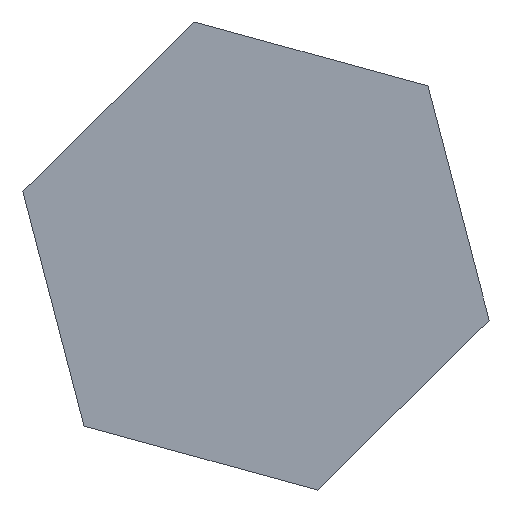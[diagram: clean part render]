
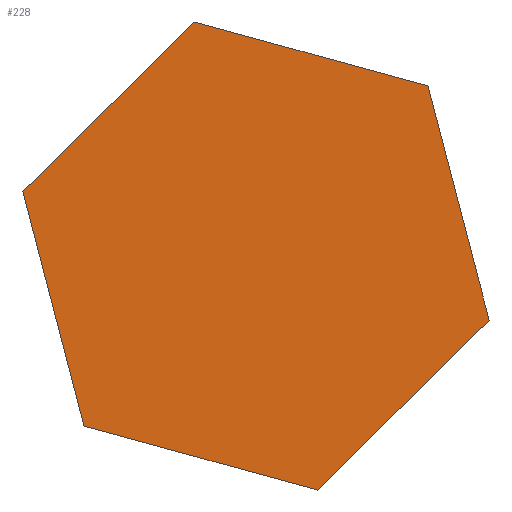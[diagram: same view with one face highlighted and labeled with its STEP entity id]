
A CAD part, front view. The second image highlights one B-rep face of the part: STEP entity #228.
In plain terms, the highlighted planar face has unit normal (0, -1, 0).
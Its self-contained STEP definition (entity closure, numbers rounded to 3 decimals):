
#11 = LINE ( 'NONE', #103, #56 ) ;
#13 = CARTESIAN_POINT ( 'NONE',  ( -3.34, 0., 0.918 ) ) ;
#15 = EDGE_CURVE ( 'NONE', #133, #141, #91, .T. ) ;
#18 = DIRECTION ( 'NONE',  ( 0.253, 0., -0.968 ) ) ;
#25 = EDGE_CURVE ( 'NONE', #187, #332, #343, .T. ) ;
#40 = DIRECTION ( 'NONE',  ( 0., 0., 1. ) ) ;
#46 = DIRECTION ( 'NONE',  ( -0.253, 0., 0.968 ) ) ;
#54 = ORIENTED_EDGE ( 'NONE', *, *, #159, .F. ) ;
#56 = VECTOR ( 'NONE', #283, 1000. ) ;
#68 = AXIS2_PLACEMENT_3D ( 'NONE', #74, #180, #40 ) ;
#70 = LINE ( 'NONE', #127, #137 ) ;
#74 = CARTESIAN_POINT ( 'NONE',  ( 0., 0., 0. ) ) ;
#75 = ORIENTED_EDGE ( 'NONE', *, *, #25, .F. ) ;
#76 = VERTEX_POINT ( 'NONE', #13 ) ;
#81 = EDGE_CURVE ( 'NONE', #141, #295, #70, .T. ) ;
#89 = CARTESIAN_POINT ( 'NONE',  ( 2.465, 0., 2.434 ) ) ;
#91 = LINE ( 'NONE', #322, #245 ) ;
#94 = DIRECTION ( 'NONE',  ( -0.712, 0., -0.703 ) ) ;
#98 = ORIENTED_EDGE ( 'NONE', *, *, #15, .F. ) ;
#99 = CARTESIAN_POINT ( 'NONE',  ( 0.875, 0., -3.352 ) ) ;
#103 = CARTESIAN_POINT ( 'NONE',  ( -3.34, 0., 0.918 ) ) ;
#127 = CARTESIAN_POINT ( 'NONE',  ( 0.875, 0., -3.352 ) ) ;
#133 = VERTEX_POINT ( 'NONE', #203 ) ;
#135 = CARTESIAN_POINT ( 'NONE',  ( -2.465, 0., -2.434 ) ) ;
#137 = VECTOR ( 'NONE', #251, 1000. ) ;
#141 = VERTEX_POINT ( 'NONE', #99 ) ;
#150 = EDGE_LOOP ( 'NONE', ( #75, #54, #218, #289, #98, #255 ) ) ;
#158 = CARTESIAN_POINT ( 'NONE',  ( 2.465, 0., 2.434 ) ) ;
#159 = EDGE_CURVE ( 'NONE', #76, #187, #11, .T. ) ;
#168 = CARTESIAN_POINT ( 'NONE',  ( -0.875, 0., 3.352 ) ) ;
#177 = PLANE ( 'NONE',  #68 ) ;
#180 = DIRECTION ( 'NONE',  ( 0., 1., 0. ) ) ;
#182 = LINE ( 'NONE', #257, #319 ) ;
#186 = LINE ( 'NONE', #158, #335 ) ;
#187 = VERTEX_POINT ( 'NONE', #256 ) ;
#197 = DIRECTION ( 'NONE',  ( 0.964, 0., -0.265 ) ) ;
#203 = CARTESIAN_POINT ( 'NONE',  ( 3.34, 0., -0.918 ) ) ;
#218 = ORIENTED_EDGE ( 'NONE', *, *, #254, .F. ) ;
#228 = ADVANCED_FACE ( 'NONE', ( #259 ), #177, .F. ) ;
#238 = EDGE_CURVE ( 'NONE', #332, #133, #186, .T. ) ;
#245 = VECTOR ( 'NONE', #94, 1000. ) ;
#251 = DIRECTION ( 'NONE',  ( -0.964, 0., 0.265 ) ) ;
#254 = EDGE_CURVE ( 'NONE', #295, #76, #182, .T. ) ;
#255 = ORIENTED_EDGE ( 'NONE', *, *, #238, .F. ) ;
#256 = CARTESIAN_POINT ( 'NONE',  ( -0.875, 0., 3.352 ) ) ;
#257 = CARTESIAN_POINT ( 'NONE',  ( -2.465, 0., -2.434 ) ) ;
#259 = FACE_OUTER_BOUND ( 'NONE', #150, .T. ) ;
#270 = VECTOR ( 'NONE', #197, 1000. ) ;
#283 = DIRECTION ( 'NONE',  ( 0.712, 0., 0.703 ) ) ;
#289 = ORIENTED_EDGE ( 'NONE', *, *, #81, .F. ) ;
#295 = VERTEX_POINT ( 'NONE', #135 ) ;
#319 = VECTOR ( 'NONE', #46, 1000. ) ;
#322 = CARTESIAN_POINT ( 'NONE',  ( 3.34, 0., -0.918 ) ) ;
#332 = VERTEX_POINT ( 'NONE', #89 ) ;
#335 = VECTOR ( 'NONE', #18, 1000. ) ;
#343 = LINE ( 'NONE', #168, #270 ) ;
